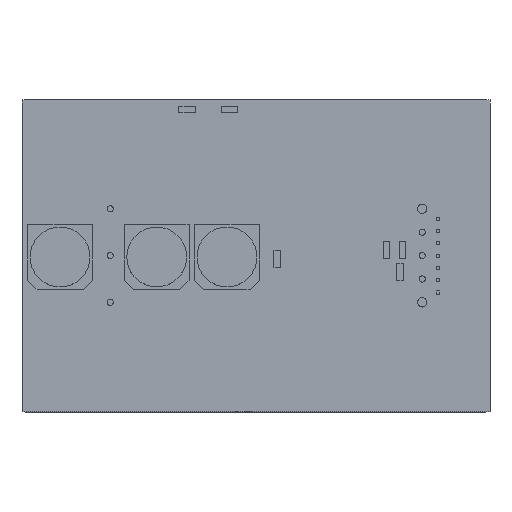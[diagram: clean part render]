
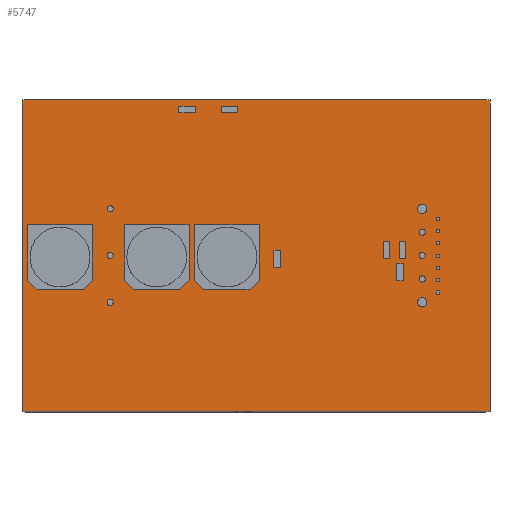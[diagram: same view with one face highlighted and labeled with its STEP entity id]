
A CAD part, top view. The second image highlights one B-rep face of the part: STEP entity #5747.
In plain terms, the highlighted planar face has unit normal (0, 0, 1).
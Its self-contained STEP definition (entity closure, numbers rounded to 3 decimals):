
#535=PLANE('',#6460);
#813=FACE_OUTER_BOUND('',#1420,.T.);
#1420=EDGE_LOOP('',(#5135,#5136,#5137,#5138));
#1787=LINE('',#9612,#2162);
#1790=LINE('',#9618,#2165);
#1793=LINE('',#9624,#2168);
#1796=LINE('',#9628,#2171);
#2162=VECTOR('',#8093,10.);
#2165=VECTOR('',#8098,10.);
#2168=VECTOR('',#8103,10.);
#2171=VECTOR('',#8108,10.);
#2986=VERTEX_POINT('',#9609);
#2987=VERTEX_POINT('',#9611);
#2989=VERTEX_POINT('',#9617);
#2991=VERTEX_POINT('',#9623);
#3699=EDGE_CURVE('',#2987,#2986,#1787,.T.);
#3702=EDGE_CURVE('',#2989,#2987,#1790,.T.);
#3705=EDGE_CURVE('',#2991,#2989,#1793,.T.);
#3708=EDGE_CURVE('',#2986,#2991,#1796,.T.);
#5135=ORIENTED_EDGE('',*,*,#3708,.T.);
#5136=ORIENTED_EDGE('',*,*,#3705,.T.);
#5137=ORIENTED_EDGE('',*,*,#3702,.T.);
#5138=ORIENTED_EDGE('',*,*,#3699,.T.);
#5747=ADVANCED_FACE('',(#813),#535,.T.);
#6460=AXIS2_PLACEMENT_3D('',#9629,#8109,#8110);
#8093=DIRECTION('',(-1.,0.,0.));
#8098=DIRECTION('',(0.,1.,0.));
#8103=DIRECTION('',(1.,0.,0.));
#8108=DIRECTION('',(0.,-1.,0.));
#8109=DIRECTION('center_axis',(0.,0.,1.));
#8110=DIRECTION('ref_axis',(1.,0.,0.));
#9609=CARTESIAN_POINT('',(-38.1,25.4,0.1));
#9611=CARTESIAN_POINT('',(38.1,25.4,0.1));
#9612=CARTESIAN_POINT('',(38.1,25.4,0.1));
#9617=CARTESIAN_POINT('',(38.1,-25.4,0.1));
#9618=CARTESIAN_POINT('',(38.1,-25.4,0.1));
#9623=CARTESIAN_POINT('',(-38.1,-25.4,0.1));
#9624=CARTESIAN_POINT('',(-38.1,-25.4,0.1));
#9628=CARTESIAN_POINT('',(-38.1,25.4,0.1));
#9629=CARTESIAN_POINT('Origin',(0.,0.,0.1));
